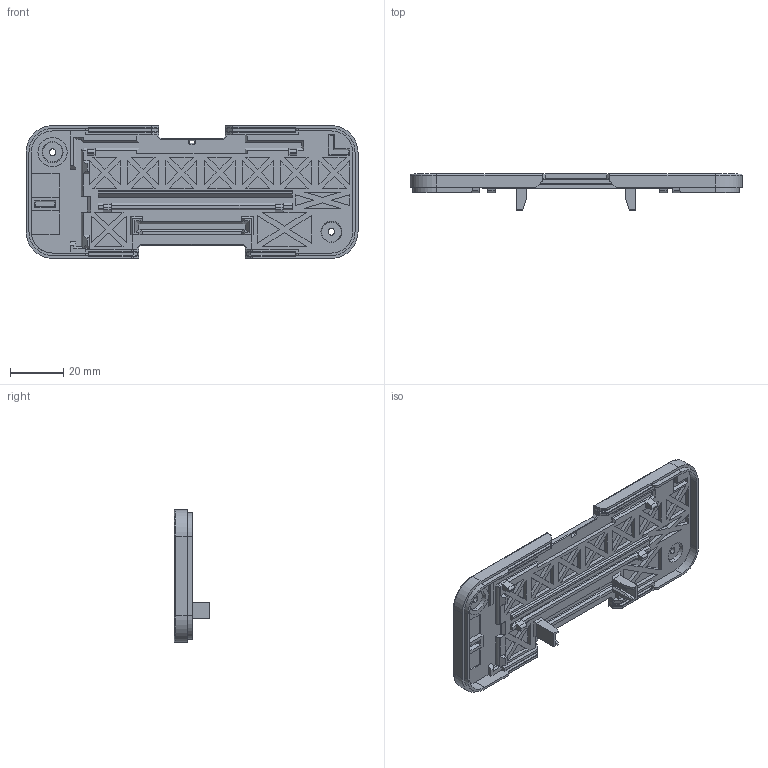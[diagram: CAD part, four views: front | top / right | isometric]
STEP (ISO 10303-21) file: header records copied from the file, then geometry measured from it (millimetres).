
FILE_DESCRIPTION (( 'STEP AP203' ), '1' );
FILE_NAME ('MKII Top Shell.STEP', '2018-04-20T14:51:39', ( '' ), ( '' ), 'SwSTEP 2.0', 'SolidWorks 2017', '' );
FILE_SCHEMA (( 'CONFIG_CONTROL_DESIGN' ));
Length unit declared in the file: millimetre
Products named in the file (1): MKII Top Shell
Bounding box: 125 x 13.5 x 50 mm (x, y, z)
Volume: 18667.4 mm3; surface area: 17461.7 mm2
Topology: 1 solids, 1 shells, 538 faces, 1380 edges, 890 vertices
Faces by surface type: plane 456, cylinder 54, cone 24, torus 4
Entity records: 16073 total; most frequent: CARTESIAN_POINT 2818, ORIENTED_EDGE 2760, DIRECTION 2595, EDGE_CURVE 1380, LINE 1237, VECTOR 1237, VERTEX_POINT 890, AXIS2_PLACEMENT_3D 679
